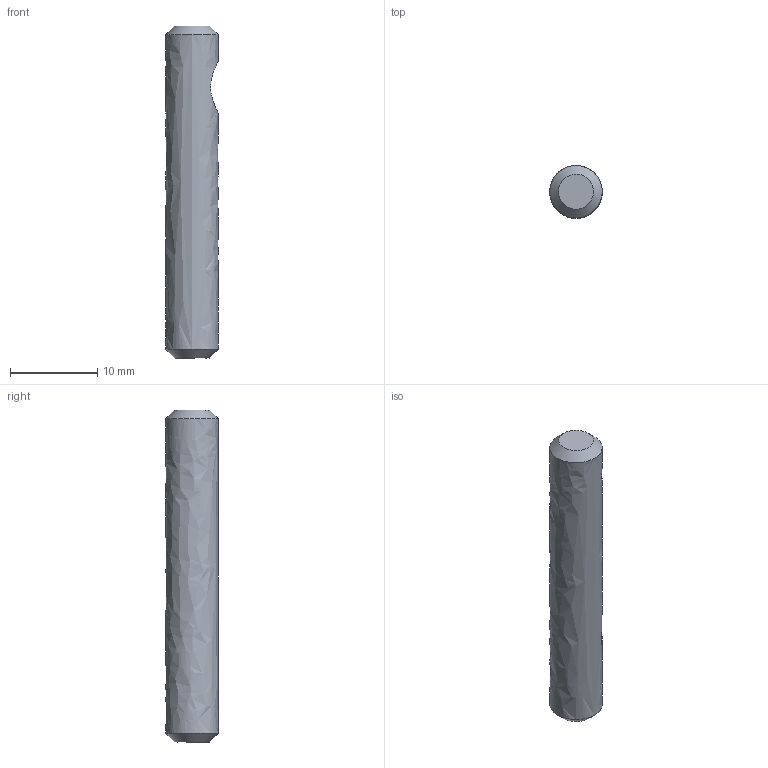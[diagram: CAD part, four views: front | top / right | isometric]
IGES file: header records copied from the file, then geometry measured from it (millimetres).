
Global section: file name: SV7108V_A; native system: Autodesk Inventor 2015; preprocessor: unknown; author: M.  Boeke; date: 20151127.092132; units: millimetre
Bounding box: 6 x 6 x 38 mm (x, y, z)
Volume: 1036.6 mm3; surface area: 755.1 mm2
Topology: 1 solids, 1 shells, 6 faces, 13 edges, 9 vertices
Faces by surface type: bspline 6
